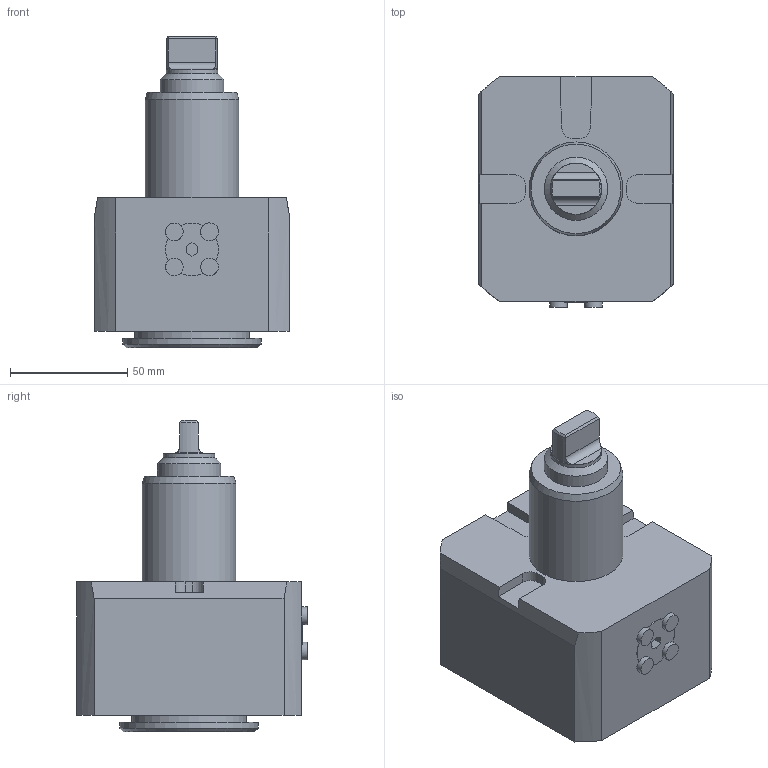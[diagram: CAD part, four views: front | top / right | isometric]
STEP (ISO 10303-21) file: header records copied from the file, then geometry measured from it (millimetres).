
FILE_DESCRIPTION(/* description */ (''),/* implementation_level */ '2;1');
FILE_NAME(/* name */ '1562135423240.stp',/* time_stamp */ '2019-07-03T08:30:27+02:00',/* author */ (''),/* organization */ ('SMS'),/* preprocessor_version */ 'ST-DEVELOPER v16.7',/* originating_system */ 'SIEMENS PLM Software NX 12.0',/* authorisation */ '');
FILE_SCHEMA (('AUTOMOTIVE_DESIGN { 1 0 10303 214 3 1 1 1 }'));
Length unit declared in the file: millimetre
Products named in the file (1): 200918505mod000_02
Bounding box: 83 x 98.5 x 133 mm (x, y, z)
Volume: 511381.4 mm3; surface area: 47237.7 mm2
Topology: 1 solids, 1 shells, 90 faces, 229 edges, 155 vertices
Faces by surface type: plane 49, cylinder 32, cone 8, bspline 1
Full cylindrical faces by diameter (mm): 2 x1, 7.5 x3, 7.6 x1, 22 x1, 27 x1, 32 x1, 36 x1, 40 x1, 49 x1, 59 x1
Entity records: 2899 total; most frequent: CARTESIAN_POINT 743, DIRECTION 446, ORIENTED_EDGE 404, EDGE_CURVE 202, AXIS2_PLACEMENT_3D 170, VERTEX_POINT 144, EDGE_LOOP 120, LINE 106
